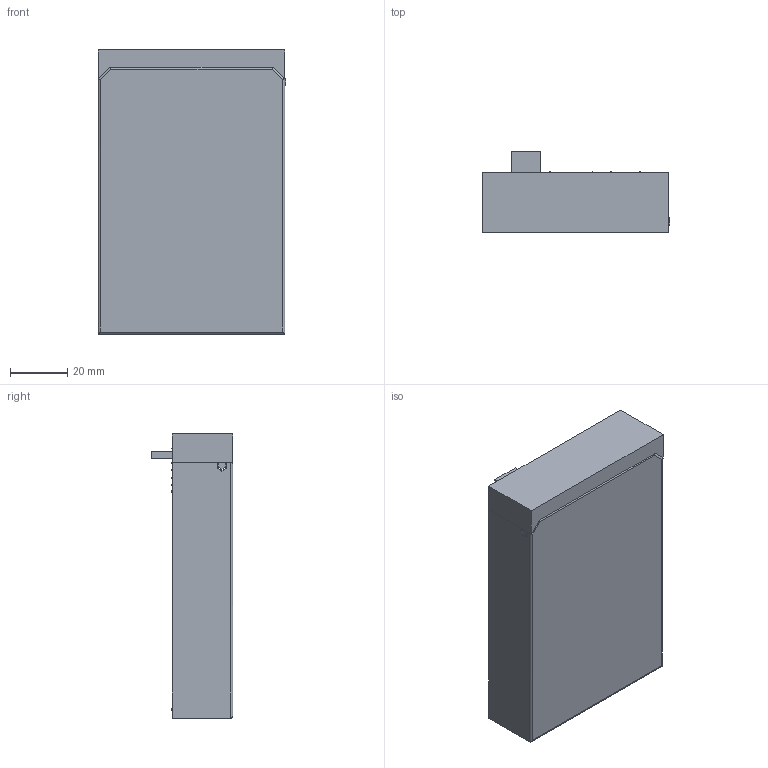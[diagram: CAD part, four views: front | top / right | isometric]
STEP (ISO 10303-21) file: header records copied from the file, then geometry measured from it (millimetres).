
FILE_DESCRIPTION(/* description */ ('STEP AP242 Edition 2','CAx-IF Rec.Pracs.---Representation and Presentation of Product Manufacturing Information (PMI)---4.0---2014-10-13','CAx-IF Rec.Pracs.---3D Tessellated Geometry---0.4---2014-09-14','2;1','CAx-IF Rec.Pracs.---User Defined Attributes---1.5---2016-08-15'),/* implementation_level */ '2;1');
FILE_NAME(/* name */ '6967f1811e7b081271f28ff9',/* time_stamp */ '2026-01-14T19:41:55Z',/* author */ (''),/* organization */ (''),/* preprocessor_version */ 'ST-DEVELOPER v20',/* originating_system */ 'ONSHAPE BY PTC INC, 1.209',/* authorisation */ ' ');
FILE_SCHEMA (('AP242_MANAGED_MODEL_BASED_3D_ENGINEERING_MIM_LF { 1 0 10303 442 3 1 4 }'));
Length unit declared in the file: metre
Products named in the file (21): Assembly 1; Macropad_PCB; D_DO-41_SOD81_P10.16mm_Horizontal_3; R_Axial_DIN0207_L6.3mm_D2.5mm_P10.16mm_Horizontal_3; Part 2; R_Axial_DIN0207_L6.3mm_D2.5mm_P10.16mm_Horizontal_1; PinSocket_1x04_P2.54mm_Vertical; D_DO-41_SOD81_P10.16mm_Horizontal_2; D_DO-41_SOD81_P10.16mm_Horizontal_1; D_DO-41_SOD81_P10.16mm_Horizontal_5; R_Axial_DIN0207_L6.3mm_D2.5mm_P10.16mm_Horizontal; D_DO-41_SOD81_P10.16mm_Horizontal_6; Part 1; D_DO-41_SOD81_P10.16mm_Horizontal_4; Part 3; D_DO-41_SOD81_P10.16mm_Horizontal_8; PinSocket_1x07_P2.54mm_Vertical; PinSocket_1x07_P2.54mm_Vertical_1; R_Axial_DIN0207_L6.3mm_D2.5mm_P10.16mm_Horizontal_2; D_DO-41_SOD81_P10.16mm_Horizontal_7; D_DO-41_SOD81_P10.16mm_Horizontal
Assembly tree (20 placements, depth 2):
  Assembly 1
    Macropad_PCB
    D_DO-41_SOD81_P10.16mm_Horizontal_3
    R_Axial_DIN0207_L6.3mm_D2.5mm_P10.16mm_Horizontal_3
    Part 2
    R_Axial_DIN0207_L6.3mm_D2.5mm_P10.16mm_Horizontal_1
    PinSocket_1x04_P2.54mm_Vertical
    D_DO-41_SOD81_P10.16mm_Horizontal_2
    D_DO-41_SOD81_P10.16mm_Horizontal_1
    D_DO-41_SOD81_P10.16mm_Horizontal_5
    R_Axial_DIN0207_L6.3mm_D2.5mm_P10.16mm_Horizontal
    D_DO-41_SOD81_P10.16mm_Horizontal_6
    Part 1
    D_DO-41_SOD81_P10.16mm_Horizontal_4
    Part 3
    D_DO-41_SOD81_P10.16mm_Horizontal_8
    PinSocket_1x07_P2.54mm_Vertical
    PinSocket_1x07_P2.54mm_Vertical_1
    R_Axial_DIN0207_L6.3mm_D2.5mm_P10.16mm_Horizontal_2
    D_DO-41_SOD81_P10.16mm_Horizontal_7
    D_DO-41_SOD81_P10.16mm_Horizontal
Bounding box: 65.5 x 28.39 x 99 mm (x, y, z)
Volume: 31650.9 mm3; surface area: 44452.2 mm2
Topology: 20 solids, 20 shells, 905 faces, 2200 edges, 1423 vertices
Faces by surface type: plane 657, cylinder 214, torus 34
Full cylindrical faces by diameter (mm): 0.6 x16, 0.8 x44, 1 x18, 1.1 x18, 1.5 x20, 2.25 x4, 2.5 x8, 2.7 x18, 2.72 x9, 4 x10
Entity records: 27731 total; most frequent: CARTESIAN_POINT 4264, DIRECTION 4209, ORIENTED_EDGE 3916, EDGE_CURVE 1958, LINE 1559, VECTOR 1559, VERTEX_POINT 1380, EDGE_LOOP 1348
